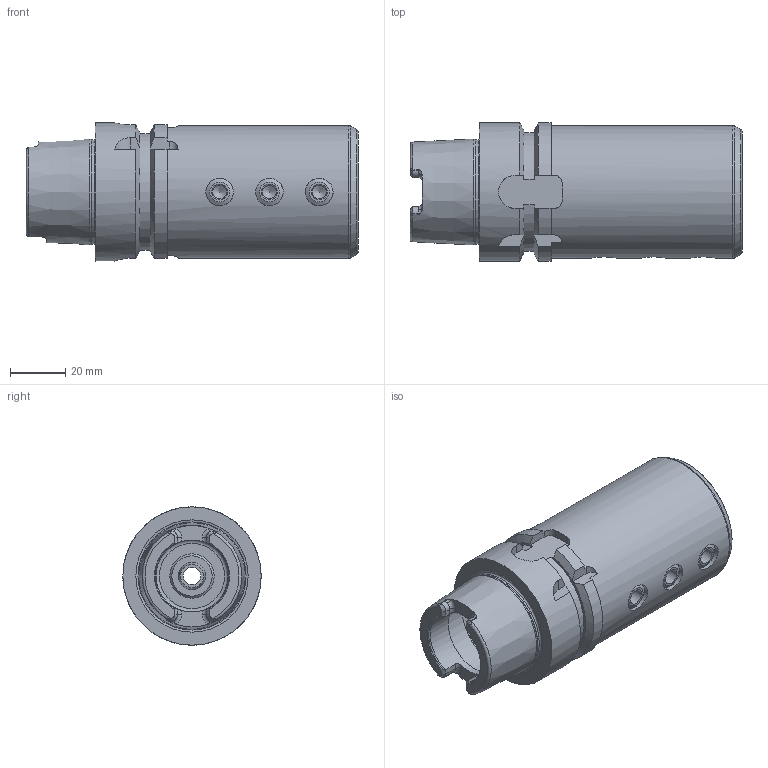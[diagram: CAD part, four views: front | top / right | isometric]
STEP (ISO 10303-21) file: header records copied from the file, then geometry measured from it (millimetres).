
FILE_DESCRIPTION((''),'2;1');
FILE_NAME('591004016095-3D.stp','2021-10-05T11:24:07',('nttooll'),(''),'Autodesk Inventor 2012','Autodesk Inventor 2012','');
FILE_SCHEMA(('AUTOMOTIVE_DESIGN { 1 0 10303 214 1 1 1 1 }'));
Length unit declared in the file: millimetre
Products named in the file (1): 591004016095-3D
Bounding box: 120 x 50 x 50 mm (x, y, z)
Volume: 160120 mm3; surface area: 31522 mm2
Topology: 1 solids, 1 shells, 167 faces, 407 edges, 253 vertices
Faces by surface type: plane 57, cylinder 54, cone 36, torus 20
Full cylindrical faces by diameter (mm): 5 x3, 5.774 x3, 6.4 x1, 6.5 x1, 7 x3, 9.5 x1, 10 x7, 16 x2, 16.4 x1, 26 x1, 26.6 x1, 32 x1, 37.9 x1, 48 x1, 50 x1
Entity records: 4853 total; most frequent: CARTESIAN_POINT 1237, DIRECTION 771, ORIENTED_EDGE 666, EDGE_CURVE 333, AXIS2_PLACEMENT_3D 325, EDGE_LOOP 240, VERTEX_POINT 239, FACE_OUTER_BOUND 167
